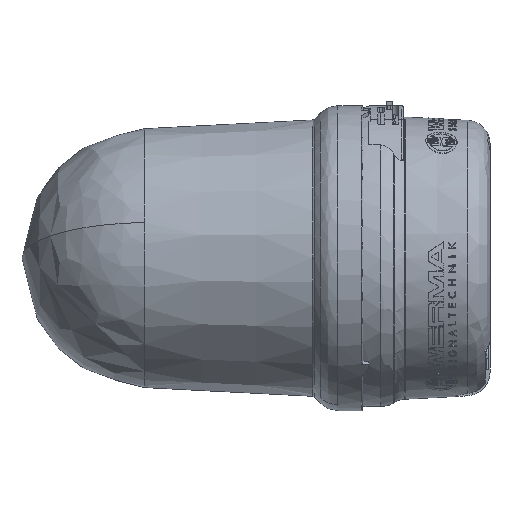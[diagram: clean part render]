
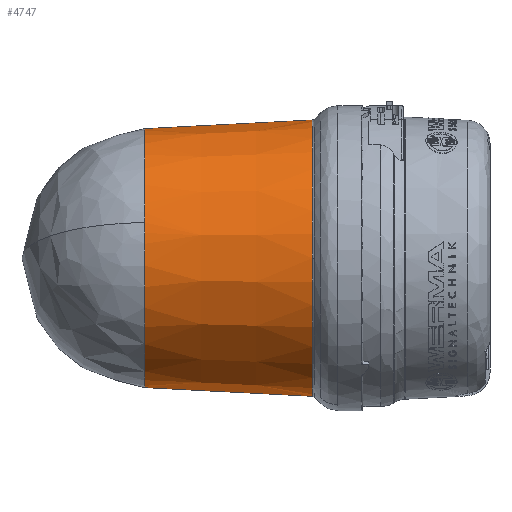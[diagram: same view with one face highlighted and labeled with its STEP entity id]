
A CAD part, left-side view. The second image highlights one B-rep face of the part: STEP entity #4747.
In plain terms, the highlighted conical face has half-angle 2.993 degrees and reference radius 44.401 mm.
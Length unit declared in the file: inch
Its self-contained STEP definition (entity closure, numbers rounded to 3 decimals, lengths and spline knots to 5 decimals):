
#129 = CONICAL_SURFACE ( 'NONE', #5358, 1.74809, 0.052 ) ;
#137 = CIRCLE ( 'NONE', #21282, 1.63737 ) ;
#466 = VERTEX_POINT ( 'NONE', #8821 ) ;
#739 = DIRECTION ( 'NONE',  ( -0.961, 0., 0.276 ) ) ;
#956 = DIRECTION ( 'NONE',  ( 0., -0.999, -0.052 ) ) ;
#1057 = DIRECTION ( 'NONE',  ( -0.961, 0., 0.276 ) ) ;
#1514 = VERTEX_POINT ( 'NONE', #5384 ) ;
#3082 = CIRCLE ( 'NONE', #34786, 1.74809 ) ;
#4654 = EDGE_LOOP ( 'NONE', ( #19398, #8687, #32549, #31452, #24795, #31020 ) ) ;
#4672 = DIRECTION ( 'NONE',  ( 0., -1., 0. ) ) ;
#4747 = ADVANCED_FACE ( 'NONE', ( #19522 ), #129, .T. ) ;
#5358 = AXIS2_PLACEMENT_3D ( 'NONE', #12948, #4672, #27355 ) ;
#5384 = CARTESIAN_POINT ( 'NONE',  ( 0., 4.36727, -1.63737 ) ) ;
#7039 = DIRECTION ( 'NONE',  ( 0., -1., 0. ) ) ;
#8687 = ORIENTED_EDGE ( 'NONE', *, *, #20273, .T. ) ;
#8821 = CARTESIAN_POINT ( 'NONE',  ( 0., 2.24991, -1.74809 ) ) ;
#10694 = DIRECTION ( 'NONE',  ( 0., -1., 0. ) ) ;
#10853 = EDGE_CURVE ( 'NONE', #24740, #24687, #35145, .T. ) ;
#12074 = CARTESIAN_POINT ( 'NONE',  ( -1.74809, 2.24991, 0. ) ) ;
#12948 = CARTESIAN_POINT ( 'NONE',  ( 0., 2.24991, 0. ) ) ;
#13485 = DIRECTION ( 'NONE',  ( 0., -0.999, 0.052 ) ) ;
#16639 = EDGE_CURVE ( 'NONE', #25062, #24687, #3082, .T. ) ;
#17611 = DIRECTION ( 'NONE',  ( 0., 1., 0. ) ) ;
#17641 = EDGE_CURVE ( 'NONE', #466, #25062, #34390, .T. ) ;
#17826 = CARTESIAN_POINT ( 'NONE',  ( 0., 2.24991, -1.74809 ) ) ;
#17923 = DIRECTION ( 'NONE',  ( 0., 1., 0. ) ) ;
#19398 = ORIENTED_EDGE ( 'NONE', *, *, #10853, .F. ) ;
#19522 = FACE_OUTER_BOUND ( 'NONE', #4654, .T. ) ;
#20273 = EDGE_CURVE ( 'NONE', #24740, #35119, #35727, .T. ) ;
#20355 = LINE ( 'NONE', #17826, #28764 ) ;
#20916 = AXIS2_PLACEMENT_3D ( 'NONE', #23922, #7039, #26770 ) ;
#21282 = AXIS2_PLACEMENT_3D ( 'NONE', #27579, #10694, #30428 ) ;
#23922 = CARTESIAN_POINT ( 'NONE',  ( 0., 4.36727, 0. ) ) ;
#24687 = VERTEX_POINT ( 'NONE', #35560 ) ;
#24740 = VERTEX_POINT ( 'NONE', #27385 ) ;
#24795 = ORIENTED_EDGE ( 'NONE', *, *, #17641, .T. ) ;
#25062 = VERTEX_POINT ( 'NONE', #12074 ) ;
#25331 = EDGE_CURVE ( 'NONE', #35119, #1514, #137, .T. ) ;
#26770 = DIRECTION ( 'NONE',  ( 0., 0., -1. ) ) ;
#27355 = DIRECTION ( 'NONE',  ( 0., 0., -1. ) ) ;
#27385 = CARTESIAN_POINT ( 'NONE',  ( 0., 4.36727, 1.63737 ) ) ;
#27579 = CARTESIAN_POINT ( 'NONE',  ( 0., 4.36727, 0. ) ) ;
#28203 = CARTESIAN_POINT ( 'NONE',  ( -1.57394, 4.36727, 0.45132 ) ) ;
#28480 = VECTOR ( 'NONE', #13485, 39.37008 ) ;
#28764 = VECTOR ( 'NONE', #956, 39.37008 ) ;
#29988 = EDGE_CURVE ( 'NONE', #1514, #466, #20355, .T. ) ;
#30391 = CARTESIAN_POINT ( 'NONE',  ( 0., 2.24991, 1.74809 ) ) ;
#30428 = DIRECTION ( 'NONE',  ( 0., 0., -1. ) ) ;
#31020 = ORIENTED_EDGE ( 'NONE', *, *, #16639, .T. ) ;
#31452 = ORIENTED_EDGE ( 'NONE', *, *, #29988, .T. ) ;
#32549 = ORIENTED_EDGE ( 'NONE', *, *, #25331, .T. ) ;
#34390 = CIRCLE ( 'NONE', #36254, 1.74809 ) ;
#34530 = CARTESIAN_POINT ( 'NONE',  ( 0., 2.24991, 0. ) ) ;
#34786 = AXIS2_PLACEMENT_3D ( 'NONE', #34872, #17923, #1057 ) ;
#34872 = CARTESIAN_POINT ( 'NONE',  ( 0., 2.24991, 0. ) ) ;
#35119 = VERTEX_POINT ( 'NONE', #28203 ) ;
#35145 = LINE ( 'NONE', #30391, #28480 ) ;
#35560 = CARTESIAN_POINT ( 'NONE',  ( 0., 2.24991, 1.74809 ) ) ;
#35727 = CIRCLE ( 'NONE', #20916, 1.63737 ) ;
#36254 = AXIS2_PLACEMENT_3D ( 'NONE', #34530, #17611, #739 ) ;
